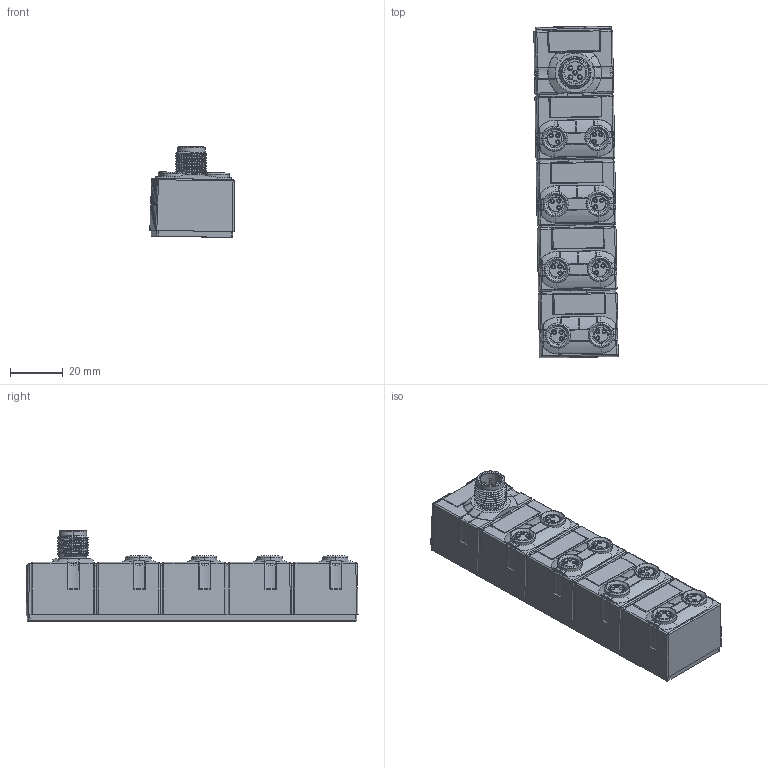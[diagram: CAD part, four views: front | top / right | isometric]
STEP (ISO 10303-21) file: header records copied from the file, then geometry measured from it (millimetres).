
FILE_DESCRIPTION (( 'STEP AP214' ), '1' );
FILE_NAME ('59507.STEP', '2022-01-27T10:35:41', ( '' ), ( '' ), 'SwSTEP 2.0', 'SolidWorks 2021', '' );
FILE_SCHEMA (( 'AUTOMOTIVE_DESIGN' ));
Length unit declared in the file: inch
Products named in the file (1): 59507
Bounding box: 32.15 x 126.48 x 34.64 mm (x, y, z)
Volume: 82079.3 mm3; surface area: 20345.9 mm2
Topology: 1 solids, 1 shells, 1501 faces, 3928 edges, 2482 vertices
Faces by surface type: plane 524, cylinder 426, cone 297, torus 152, bspline 102
Entity records: 54103 total; most frequent: CARTESIAN_POINT 17732, ORIENTED_EDGE 7836, DIRECTION 7526, EDGE_CURVE 3918, AXIS2_PLACEMENT_3D 2816, VERTEX_POINT 2482, LINE 1894, VECTOR 1894
